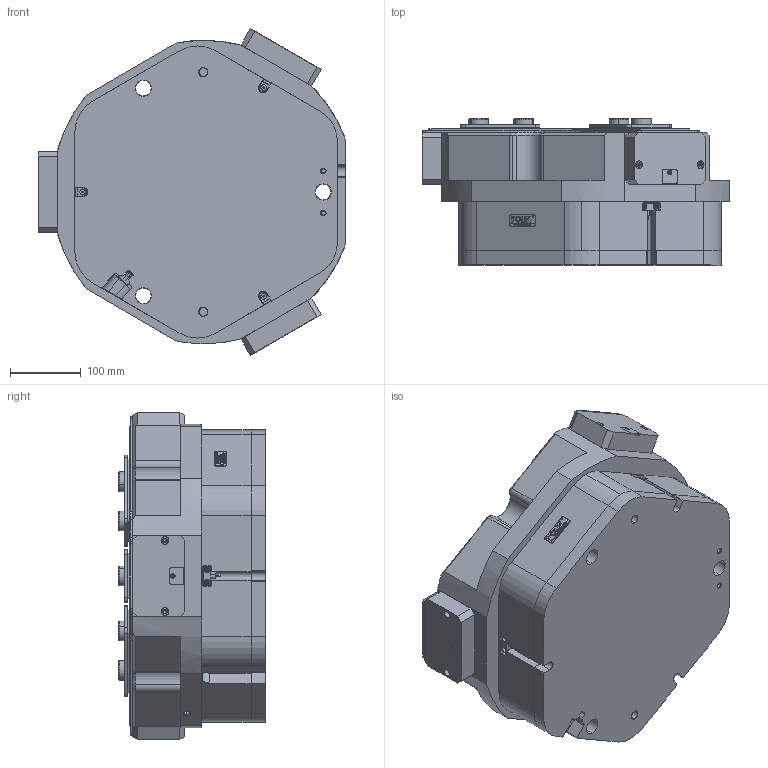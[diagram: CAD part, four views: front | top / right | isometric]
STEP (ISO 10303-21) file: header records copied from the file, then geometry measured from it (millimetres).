
FILE_DESCRIPTION (( 'STEP AP203' ), '1' );
FILE_NAME ('FZ290-430-P.STEP', '2024-12-20T08:11:30', ( 'USER-' ), ( 'Microsoft' ), 'SwSTEP 2.0', 'SolidWorks 2018', '' );
FILE_SCHEMA (( 'CONFIG_CONTROL_DESIGN' ));
Length unit declared in the file: millimetre
Products named in the file (16): TR300-15-1晚假蚾輸; TZT290-430-M-02 賑輸; TZT290-430-M-11 奻葡裔啣; TZT290-430-M-13 痄雄結啣; ﾏ擎ﾗ28｡ﾁ22｡ﾁ25; 电容传感器; 湮酴; TZT290-430-M-14 忒硌薊啣; 0-TZT290-430; TZT290-430-M-01 褲极; TZT290-430-M-05 菁裔啣; 42x16-R2.5; 昹親棠覜羲壽; FZ290-430-P; TZT290-430-M-12 耜猾极; TZT185-292-M-15 耜猾苤裔
Assembly tree (37 placements, depth 3):
  FZ290-430-P
    0-TZT290-430
      TZT290-430-M-02 賑輸  x3
      TZT290-430-M-05 菁裔啣
      电容传感器  x3
      湮酴  x3
      TZT290-430-M-01 褲极
      TR300-15-1晚假蚾輸  x3
      昹親棠覜羲壽  x2
      42x16-R2.5
    TZT290-430-M-11 奻葡裔啣
    TZT290-430-M-13 痄雄結啣  x3
    TZT290-430-M-14 忒硌薊啣  x3
    TZT290-430-M-12 耜猾极  x3
    ﾏ擎ﾗ28｡ﾁ22｡ﾁ25  x6
    TZT185-292-M-15 耜猾苤裔  x3
Bounding box: 436 x 207.5 x 463.3 mm (x, y, z)
Volume: 22716523.8 mm3; surface area: 1485499 mm2
Topology: 36 solids, 46 shells, 2257 faces, 5781 edges, 3650 vertices
Faces by surface type: plane 1065, cylinder 686, cone 337, bspline 157, torus 12
Entity records: 55441 total; most frequent: CARTESIAN_POINT 15040, ORIENTED_EDGE 8026, DIRECTION 7661, EDGE_CURVE 4013, VECTOR 2585, LINE 2585, VERTEX_POINT 2580, AXIS2_PLACEMENT_3D 2538
